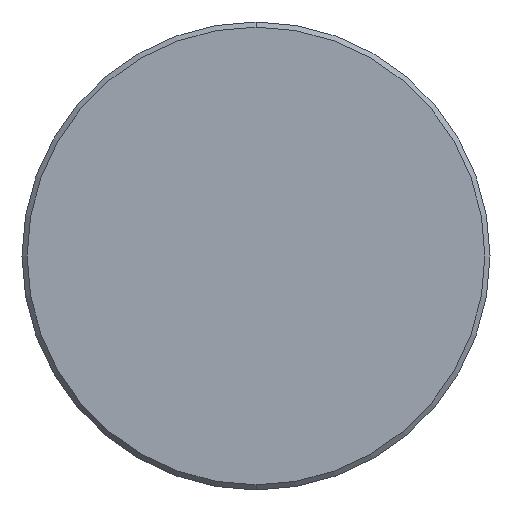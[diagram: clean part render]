
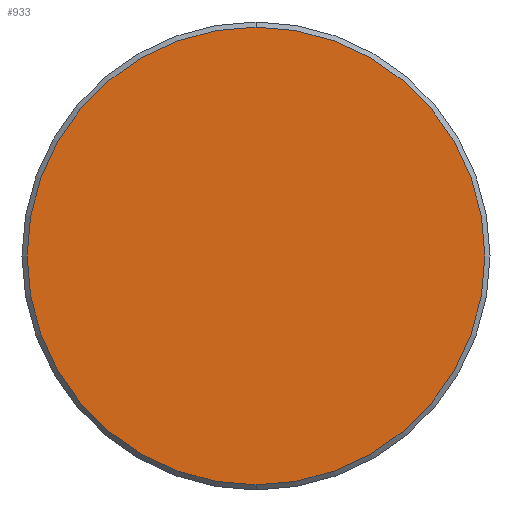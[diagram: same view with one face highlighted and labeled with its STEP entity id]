
A CAD part, left-side view. The second image highlights one B-rep face of the part: STEP entity #933.
In plain terms, the highlighted planar face has unit normal (-1, 0, 0).
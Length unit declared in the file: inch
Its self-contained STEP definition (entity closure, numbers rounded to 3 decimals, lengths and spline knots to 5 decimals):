
#18 = ORIENTED_EDGE ( 'NONE', *, *, #200, .T. ) ;
#22 = DIRECTION ( 'NONE',  ( -1., 0., 0. ) ) ;
#200 = EDGE_CURVE ( 'NONE', #419, #823, #2156, .T. ) ;
#232 = CARTESIAN_POINT ( 'NONE',  ( -2.27519, 2.54737, 4.9467 ) ) ;
#239 = CARTESIAN_POINT ( 'NONE',  ( -2.27519, 3.70137, 3.8227 ) ) ;
#250 = CARTESIAN_POINT ( 'NONE',  ( -2.27519, 2.54737, 3.8227 ) ) ;
#407 = AXIS2_PLACEMENT_3D ( 'NONE', #1585, #651, #1577 ) ;
#419 = VERTEX_POINT ( 'NONE', #232 ) ;
#444 = AXIS2_PLACEMENT_3D ( 'NONE', #250, #1699, #1881 ) ;
#601 = PLANE ( 'NONE',  #2092 ) ;
#651 = DIRECTION ( 'NONE',  ( -1., 0., 0. ) ) ;
#823 = VERTEX_POINT ( 'NONE', #1576 ) ;
#933 = ADVANCED_FACE ( 'NONE', ( #2198 ), #601, .T. ) ;
#1299 = DIRECTION ( 'NONE',  ( 0., 0., 1. ) ) ;
#1576 = CARTESIAN_POINT ( 'NONE',  ( -2.27519, 2.54737, 2.6987 ) ) ;
#1577 = DIRECTION ( 'NONE',  ( 0., 0., 1. ) ) ;
#1585 = CARTESIAN_POINT ( 'NONE',  ( -2.27519, 2.54737, 3.8227 ) ) ;
#1699 = DIRECTION ( 'NONE',  ( -1., 0., 0. ) ) ;
#1743 = CIRCLE ( 'NONE', #407, 1.124 ) ;
#1881 = DIRECTION ( 'NONE',  ( 0., 0., 1. ) ) ;
#1902 = ORIENTED_EDGE ( 'NONE', *, *, #1988, .T. ) ;
#1963 = EDGE_LOOP ( 'NONE', ( #1902, #18 ) ) ;
#1988 = EDGE_CURVE ( 'NONE', #823, #419, #1743, .T. ) ;
#2092 = AXIS2_PLACEMENT_3D ( 'NONE', #239, #22, #1299 ) ;
#2156 = CIRCLE ( 'NONE', #444, 1.124 ) ;
#2198 = FACE_OUTER_BOUND ( 'NONE', #1963, .T. ) ;
